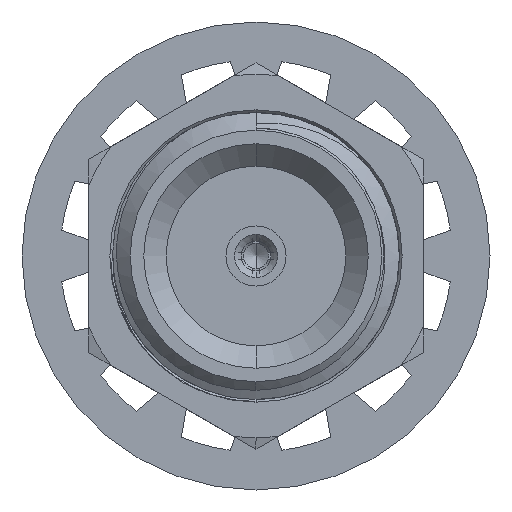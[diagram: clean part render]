
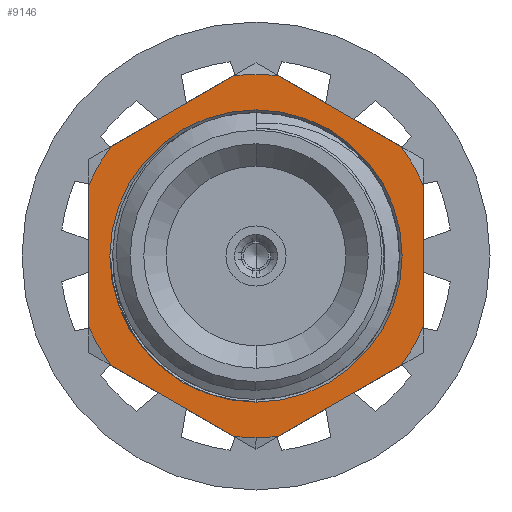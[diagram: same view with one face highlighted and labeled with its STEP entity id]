
A CAD part, left-side view. The second image highlights one B-rep face of the part: STEP entity #9146.
In plain terms, the highlighted planar face has unit normal (-1, 0, 0).
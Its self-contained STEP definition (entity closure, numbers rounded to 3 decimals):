
#103 = CARTESIAN_POINT ( 'NONE',  ( -17.328, 3.65, 1.542 ) ) ;
#178 = CIRCLE ( 'NONE', #1088, 3.188 ) ;
#225 = ORIENTED_EDGE ( 'NONE', *, *, #7710, .T. ) ;
#270 = DIRECTION ( 'NONE',  ( 0., 0., -1. ) ) ;
#336 = AXIS2_PLACEMENT_3D ( 'NONE', #4671, #3919, #270 ) ;
#399 = CARTESIAN_POINT ( 'NONE',  ( -17.328, -3.161, 2.39 ) ) ;
#469 = DIRECTION ( 'NONE',  ( 0., 0., -1. ) ) ;
#510 = VERTEX_POINT ( 'NONE', #6184 ) ;
#579 = DIRECTION ( 'NONE',  ( 1., 0., 0. ) ) ;
#698 = EDGE_CURVE ( 'NONE', #9367, #5944, #4905, .T. ) ;
#849 = DIRECTION ( 'NONE',  ( 1., 0., 0. ) ) ;
#895 = ORIENTED_EDGE ( 'NONE', *, *, #4746, .F. ) ;
#1082 = DIRECTION ( 'NONE',  ( 0., 0., -1. ) ) ;
#1088 = AXIS2_PLACEMENT_3D ( 'NONE', #6201, #4826, #469 ) ;
#1161 = VECTOR ( 'NONE', #6601, 1000. ) ;
#1213 = DIRECTION ( 'NONE',  ( 0., 0., 1. ) ) ;
#1265 = LINE ( 'NONE', #7707, #2621 ) ;
#1289 = FACE_OUTER_BOUND ( 'NONE', #8278, .T. ) ;
#1346 = EDGE_CURVE ( 'NONE', #3086, #1756, #2745, .T. ) ;
#1614 = CARTESIAN_POINT ( 'NONE',  ( -17.328, 3.65, -1.542 ) ) ;
#1667 = ORIENTED_EDGE ( 'NONE', *, *, #2446, .T. ) ;
#1681 = ORIENTED_EDGE ( 'NONE', *, *, #6613, .F. ) ;
#1756 = VERTEX_POINT ( 'NONE', #4375 ) ;
#1918 = AXIS2_PLACEMENT_3D ( 'NONE', #4394, #2880, #4444 ) ;
#2033 = ORIENTED_EDGE ( 'NONE', *, *, #698, .T. ) ;
#2112 = VERTEX_POINT ( 'NONE', #1614 ) ;
#2242 = CIRCLE ( 'NONE', #3151, 3.962 ) ;
#2323 = DIRECTION ( 'NONE',  ( 0., 0., -1. ) ) ;
#2397 = VERTEX_POINT ( 'NONE', #7808 ) ;
#2446 = EDGE_CURVE ( 'NONE', #4374, #3213, #8712, .T. ) ;
#2458 = CIRCLE ( 'NONE', #336, 3.188 ) ;
#2491 = ORIENTED_EDGE ( 'NONE', *, *, #7077, .T. ) ;
#2561 = EDGE_CURVE ( 'NONE', #3778, #3213, #2673, .T. ) ;
#2621 = VECTOR ( 'NONE', #1213, 1000. ) ;
#2661 = DIRECTION ( 'NONE',  ( 1., 0., 0. ) ) ;
#2673 = CIRCLE ( 'NONE', #1918, 3.962 ) ;
#2685 = CARTESIAN_POINT ( 'NONE',  ( -17.328, 0., 0. ) ) ;
#2706 = DIRECTION ( 'NONE',  ( 0., 1., 0. ) ) ;
#2737 = CARTESIAN_POINT ( 'NONE',  ( -17.328, 0.489, -3.932 ) ) ;
#2745 = CIRCLE ( 'NONE', #8497, 3.962 ) ;
#2769 = CARTESIAN_POINT ( 'NONE',  ( -17.328, 0., 3.188 ) ) ;
#2847 = EDGE_CURVE ( 'NONE', #7389, #5540, #3671, .T. ) ;
#2879 = VECTOR ( 'NONE', #5569, 1000. ) ;
#2880 = DIRECTION ( 'NONE',  ( 1., 0., 0. ) ) ;
#2930 = EDGE_CURVE ( 'NONE', #6622, #5540, #6156, .T. ) ;
#2972 = VECTOR ( 'NONE', #8805, 1000. ) ;
#3086 = VERTEX_POINT ( 'NONE', #103 ) ;
#3147 = ORIENTED_EDGE ( 'NONE', *, *, #8456, .F. ) ;
#3151 = AXIS2_PLACEMENT_3D ( 'NONE', #4677, #5347, #1082 ) ;
#3196 = DIRECTION ( 'NONE',  ( 1., 0., 0. ) ) ;
#3213 = VERTEX_POINT ( 'NONE', #2737 ) ;
#3284 = AXIS2_PLACEMENT_3D ( 'NONE', #3998, #3196, #6223 ) ;
#3393 = LINE ( 'NONE', #6281, #8833 ) ;
#3420 = CARTESIAN_POINT ( 'NONE',  ( -17.328, 0.489, 3.932 ) ) ;
#3444 = DIRECTION ( 'NONE',  ( 1., 0., 0. ) ) ;
#3468 = CARTESIAN_POINT ( 'NONE',  ( -17.328, -3.188, 0. ) ) ;
#3671 = LINE ( 'NONE', #5885, #1161 ) ;
#3690 = CARTESIAN_POINT ( 'NONE',  ( -17.328, -0.566, -4.542 ) ) ;
#3720 = LINE ( 'NONE', #5047, #6092 ) ;
#3778 = VERTEX_POINT ( 'NONE', #4604 ) ;
#3834 = CARTESIAN_POINT ( 'NONE',  ( -17.328, 0., 0. ) ) ;
#3919 = DIRECTION ( 'NONE',  ( 1., 0., 0. ) ) ;
#3998 = CARTESIAN_POINT ( 'NONE',  ( -17.328, 0., 0. ) ) ;
#4035 = CARTESIAN_POINT ( 'NONE',  ( -17.328, 0., 0. ) ) ;
#4125 = AXIS2_PLACEMENT_3D ( 'NONE', #2685, #3444, #8558 ) ;
#4132 = PLANE ( 'NONE',  #6250 ) ;
#4279 = CIRCLE ( 'NONE', #4125, 3.962 ) ;
#4281 = ORIENTED_EDGE ( 'NONE', *, *, #5725, .T. ) ;
#4374 = VERTEX_POINT ( 'NONE', #6407 ) ;
#4375 = CARTESIAN_POINT ( 'NONE',  ( -17.328, 3.161, 2.39 ) ) ;
#4394 = CARTESIAN_POINT ( 'NONE',  ( -17.328, 0., 0. ) ) ;
#4444 = DIRECTION ( 'NONE',  ( 0., 0., -1. ) ) ;
#4604 = CARTESIAN_POINT ( 'NONE',  ( -17.328, 0., -3.962 ) ) ;
#4633 = DIRECTION ( 'NONE',  ( 1., 0., 0. ) ) ;
#4671 = CARTESIAN_POINT ( 'NONE',  ( -17.328, 0., 0. ) ) ;
#4677 = CARTESIAN_POINT ( 'NONE',  ( -17.328, 0., 0. ) ) ;
#4746 = EDGE_CURVE ( 'NONE', #7389, #2397, #2242, .T. ) ;
#4809 = CARTESIAN_POINT ( 'NONE',  ( -17.328, -4.216, -1.78 ) ) ;
#4826 = DIRECTION ( 'NONE',  ( 1., 0., 0. ) ) ;
#4853 = DIRECTION ( 'NONE',  ( 0., 0.866, -0.5 ) ) ;
#4905 = LINE ( 'NONE', #4809, #2879 ) ;
#5047 = CARTESIAN_POINT ( 'NONE',  ( -17.328, 3.65, 0. ) ) ;
#5136 = DIRECTION ( 'NONE',  ( 0., 0., -1. ) ) ;
#5347 = DIRECTION ( 'NONE',  ( 1., 0., 0. ) ) ;
#5442 = CARTESIAN_POINT ( 'NONE',  ( -17.328, -0.489, -3.932 ) ) ;
#5510 = CIRCLE ( 'NONE', #8364, 3.962 ) ;
#5540 = VERTEX_POINT ( 'NONE', #6154 ) ;
#5569 = DIRECTION ( 'NONE',  ( 0., -0.866, 0.5 ) ) ;
#5725 = EDGE_CURVE ( 'NONE', #510, #7832, #178, .T. ) ;
#5885 = CARTESIAN_POINT ( 'NONE',  ( -17.328, -4.216, 1.78 ) ) ;
#5944 = VERTEX_POINT ( 'NONE', #8037 ) ;
#5963 = CARTESIAN_POINT ( 'NONE',  ( -17.328, 0., 0. ) ) ;
#6024 = EDGE_CURVE ( 'NONE', #7832, #510, #2458, .T. ) ;
#6092 = VECTOR ( 'NONE', #5136, 1000. ) ;
#6104 = ORIENTED_EDGE ( 'NONE', *, *, #7058, .F. ) ;
#6154 = CARTESIAN_POINT ( 'NONE',  ( -17.328, -0.489, 3.932 ) ) ;
#6156 = CIRCLE ( 'NONE', #3284, 3.962 ) ;
#6172 = ORIENTED_EDGE ( 'NONE', *, *, #2930, .F. ) ;
#6184 = CARTESIAN_POINT ( 'NONE',  ( -17.328, 0., -3.188 ) ) ;
#6201 = CARTESIAN_POINT ( 'NONE',  ( -17.328, 0., 0. ) ) ;
#6223 = DIRECTION ( 'NONE',  ( 0., 0., -1. ) ) ;
#6241 = CIRCLE ( 'NONE', #7008, 3.962 ) ;
#6250 = AXIS2_PLACEMENT_3D ( 'NONE', #3468, #579, #2706 ) ;
#6281 = CARTESIAN_POINT ( 'NONE',  ( -17.328, -0.566, 4.542 ) ) ;
#6407 = CARTESIAN_POINT ( 'NONE',  ( -17.328, 3.161, -2.39 ) ) ;
#6562 = ORIENTED_EDGE ( 'NONE', *, *, #2847, .T. ) ;
#6601 = DIRECTION ( 'NONE',  ( 0., 0.866, 0.5 ) ) ;
#6609 = ORIENTED_EDGE ( 'NONE', *, *, #2561, .F. ) ;
#6613 = EDGE_CURVE ( 'NONE', #4374, #2112, #6241, .T. ) ;
#6622 = VERTEX_POINT ( 'NONE', #3420 ) ;
#6816 = DIRECTION ( 'NONE',  ( 0., 0., -1. ) ) ;
#6905 = VERTEX_POINT ( 'NONE', #7485 ) ;
#6926 = DIRECTION ( 'NONE',  ( 0., 0., -1. ) ) ;
#7008 = AXIS2_PLACEMENT_3D ( 'NONE', #4035, #2661, #6926 ) ;
#7058 = EDGE_CURVE ( 'NONE', #9367, #3778, #4279, .T. ) ;
#7077 = EDGE_CURVE ( 'NONE', #6905, #2397, #1265, .T. ) ;
#7092 = ORIENTED_EDGE ( 'NONE', *, *, #1346, .F. ) ;
#7120 = EDGE_CURVE ( 'NONE', #3086, #2112, #3720, .T. ) ;
#7261 = ORIENTED_EDGE ( 'NONE', *, *, #7120, .T. ) ;
#7389 = VERTEX_POINT ( 'NONE', #399 ) ;
#7485 = CARTESIAN_POINT ( 'NONE',  ( -17.328, -3.65, -1.542 ) ) ;
#7707 = CARTESIAN_POINT ( 'NONE',  ( -17.328, -3.65, 0. ) ) ;
#7710 = EDGE_CURVE ( 'NONE', #6622, #1756, #3393, .T. ) ;
#7808 = CARTESIAN_POINT ( 'NONE',  ( -17.328, -3.65, 1.542 ) ) ;
#7832 = VERTEX_POINT ( 'NONE', #2769 ) ;
#8018 = EDGE_LOOP ( 'NONE', ( #8403, #4281 ) ) ;
#8037 = CARTESIAN_POINT ( 'NONE',  ( -17.328, -3.161, -2.39 ) ) ;
#8278 = EDGE_LOOP ( 'NONE', ( #1681, #1667, #6609, #6104, #2033, #3147, #2491, #895, #6562, #6172, #225, #7092, #7261 ) ) ;
#8364 = AXIS2_PLACEMENT_3D ( 'NONE', #5963, #849, #2323 ) ;
#8403 = ORIENTED_EDGE ( 'NONE', *, *, #6024, .T. ) ;
#8456 = EDGE_CURVE ( 'NONE', #6905, #5944, #5510, .T. ) ;
#8497 = AXIS2_PLACEMENT_3D ( 'NONE', #3834, #4633, #6816 ) ;
#8558 = DIRECTION ( 'NONE',  ( 0., 0., -1. ) ) ;
#8712 = LINE ( 'NONE', #3690, #2972 ) ;
#8805 = DIRECTION ( 'NONE',  ( 0., -0.866, -0.5 ) ) ;
#8833 = VECTOR ( 'NONE', #4853, 1000. ) ;
#9146 = ADVANCED_FACE ( 'NONE', ( #9243, #1289 ), #4132, .F. ) ;
#9243 = FACE_BOUND ( 'NONE', #8018, .T. ) ;
#9367 = VERTEX_POINT ( 'NONE', #5442 ) ;
